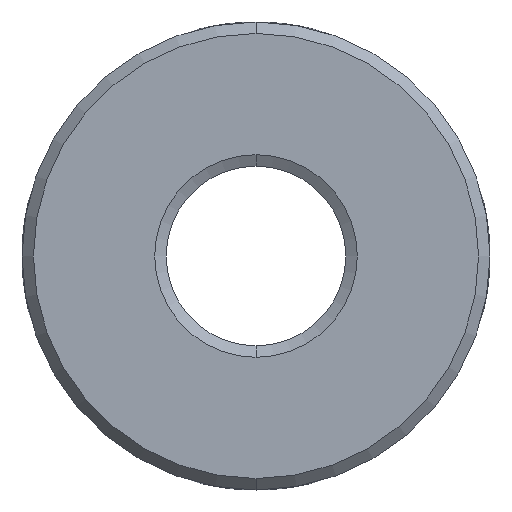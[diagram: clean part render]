
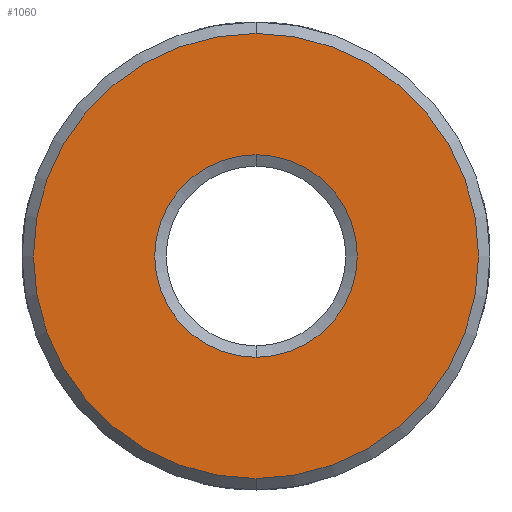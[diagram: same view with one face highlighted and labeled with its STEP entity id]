
A CAD part, front view. The second image highlights one B-rep face of the part: STEP entity #1060.
In plain terms, the highlighted planar face has unit normal (0, -1, 0).
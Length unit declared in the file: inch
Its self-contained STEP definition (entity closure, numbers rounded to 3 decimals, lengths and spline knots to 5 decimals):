
#67 = VERTEX_POINT ( 'NONE', #436 ) ;
#75 = CARTESIAN_POINT ( 'NONE',  ( 0., -0.0625, 0. ) ) ;
#94 = CARTESIAN_POINT ( 'NONE',  ( 0., -0.0625, 0. ) ) ;
#98 = DIRECTION ( 'NONE',  ( 0., 1., 0. ) ) ;
#108 = AXIS2_PLACEMENT_3D ( 'NONE', #1368, #627, #607 ) ;
#150 = ORIENTED_EDGE ( 'NONE', *, *, #476, .T. ) ;
#215 = DIRECTION ( 'NONE',  ( 0., 0., 1. ) ) ;
#234 = AXIS2_PLACEMENT_3D ( 'NONE', #94, #1167, #215 ) ;
#236 = CIRCLE ( 'NONE', #108, 0.195 ) ;
#279 = CIRCLE ( 'NONE', #399, 0.195 ) ;
#371 = EDGE_CURVE ( 'NONE', #1405, #971, #279, .T. ) ;
#384 = FACE_BOUND ( 'NONE', #905, .T. ) ;
#394 = ORIENTED_EDGE ( 'NONE', *, *, #1409, .F. ) ;
#399 = AXIS2_PLACEMENT_3D ( 'NONE', #75, #98, #681 ) ;
#436 = CARTESIAN_POINT ( 'NONE',  ( 0., -0.0625, 0.08874 ) ) ;
#443 = CARTESIAN_POINT ( 'NONE',  ( 0., -0.0625, 0.195 ) ) ;
#476 = EDGE_CURVE ( 'NONE', #67, #678, #559, .T. ) ;
#559 = CIRCLE ( 'NONE', #234, 0.08874 ) ;
#565 = CIRCLE ( 'NONE', #893, 0.08874 ) ;
#601 = CARTESIAN_POINT ( 'NONE',  ( 0., -0.0625, -0.195 ) ) ;
#607 = DIRECTION ( 'NONE',  ( 0., 0., 1. ) ) ;
#627 = DIRECTION ( 'NONE',  ( 0., 1., 0. ) ) ;
#653 = EDGE_LOOP ( 'NONE', ( #1130, #394 ) ) ;
#678 = VERTEX_POINT ( 'NONE', #1452 ) ;
#681 = DIRECTION ( 'NONE',  ( 0., 0., 1. ) ) ;
#695 = DIRECTION ( 'NONE',  ( 0., 0., 1. ) ) ;
#844 = PLANE ( 'NONE',  #1158 ) ;
#845 = ORIENTED_EDGE ( 'NONE', *, *, #1399, .T. ) ;
#875 = CARTESIAN_POINT ( 'NONE',  ( 0., -0.0625, 0. ) ) ;
#893 = AXIS2_PLACEMENT_3D ( 'NONE', #875, #1439, #969 ) ;
#905 = EDGE_LOOP ( 'NONE', ( #845, #150 ) ) ;
#959 = CARTESIAN_POINT ( 'NONE',  ( 0., -0.0625, 0. ) ) ;
#969 = DIRECTION ( 'NONE',  ( 0., 0., 1. ) ) ;
#971 = VERTEX_POINT ( 'NONE', #601 ) ;
#1060 = ADVANCED_FACE ( 'NONE', ( #1064, #384 ), #844, .F. ) ;
#1064 = FACE_OUTER_BOUND ( 'NONE', #653, .T. ) ;
#1066 = DIRECTION ( 'NONE',  ( 0., 1., 0. ) ) ;
#1130 = ORIENTED_EDGE ( 'NONE', *, *, #371, .F. ) ;
#1158 = AXIS2_PLACEMENT_3D ( 'NONE', #959, #1066, #695 ) ;
#1167 = DIRECTION ( 'NONE',  ( 0., 1., 0. ) ) ;
#1368 = CARTESIAN_POINT ( 'NONE',  ( 0., -0.0625, 0. ) ) ;
#1399 = EDGE_CURVE ( 'NONE', #678, #67, #565, .T. ) ;
#1405 = VERTEX_POINT ( 'NONE', #443 ) ;
#1409 = EDGE_CURVE ( 'NONE', #971, #1405, #236, .T. ) ;
#1439 = DIRECTION ( 'NONE',  ( 0., 1., 0. ) ) ;
#1452 = CARTESIAN_POINT ( 'NONE',  ( 0., -0.0625, -0.08874 ) ) ;
